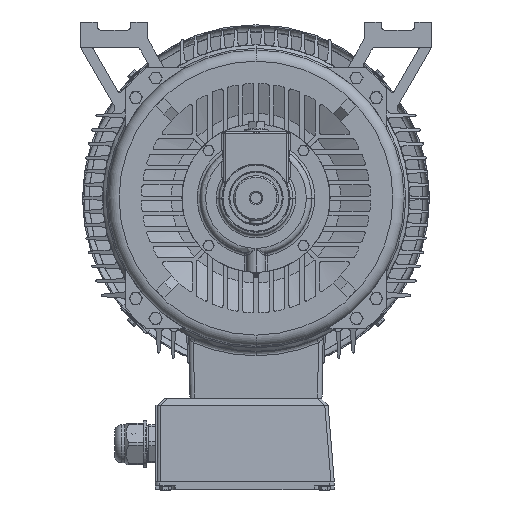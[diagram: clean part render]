
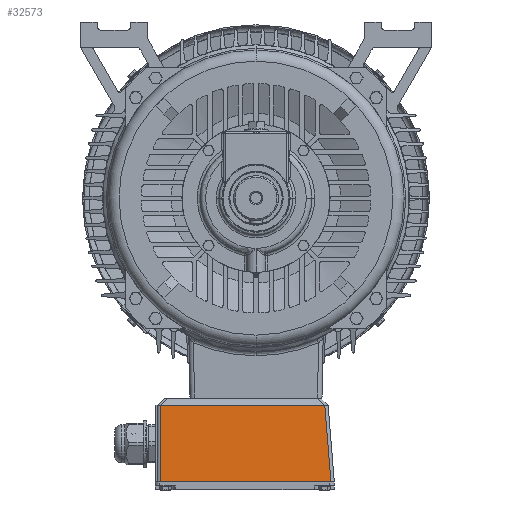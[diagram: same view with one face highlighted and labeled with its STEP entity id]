
A CAD part, left-side view. The second image highlights one B-rep face of the part: STEP entity #32573.
In plain terms, the highlighted planar face has unit normal (-0.999, 0, 0.051).
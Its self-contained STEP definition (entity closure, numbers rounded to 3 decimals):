
#161=(
BOUNDED_CURVE()
B_SPLINE_CURVE(3,(#147371,#147372,#147373,#147374),.UNSPECIFIED.,.F.,.F.)
B_SPLINE_CURVE_WITH_KNOTS((4,4),(0.,1.),.UNSPECIFIED.)
CURVE()
GEOMETRIC_REPRESENTATION_ITEM()
RATIONAL_B_SPLINE_CURVE((1.,1.,1.,1.))
REPRESENTATION_ITEM('')
);
#1525=FACE_OUTER_BOUND('',#41282,.T.);
#6767=PLANE('',#107365);
#12682=LINE('',#147325,#22703);
#12692=LINE('',#147369,#22713);
#12693=LINE('',#147376,#22714);
#12694=LINE('',#147378,#22715);
#12695=LINE('',#147380,#22716);
#22703=VECTOR('',#116986,1.);
#22713=VECTOR('',#117000,1.);
#22714=VECTOR('',#117001,1.);
#22715=VECTOR('',#117002,1.);
#22716=VECTOR('',#117003,1.);
#32573=ADVANCED_FACE('',(#1525),#6767,.T.);
#41282=EDGE_LOOP('',(#49662,#49663,#49664,#49665,#49666,#49667));
#49662=ORIENTED_EDGE('',*,*,#89415,.T.);
#49663=ORIENTED_EDGE('',*,*,#89416,.T.);
#49664=ORIENTED_EDGE('',*,*,#89417,.F.);
#49665=ORIENTED_EDGE('',*,*,#89418,.F.);
#49666=ORIENTED_EDGE('',*,*,#89419,.T.);
#49667=ORIENTED_EDGE('',*,*,#89400,.F.);
#79098=VERTEX_POINT('',#147326);
#79099=VERTEX_POINT('',#147327);
#79110=VERTEX_POINT('',#147370);
#79111=VERTEX_POINT('',#147375);
#79112=VERTEX_POINT('',#147377);
#79113=VERTEX_POINT('',#147379);
#89400=EDGE_CURVE('',#79098,#79099,#12682,.T.);
#89415=EDGE_CURVE('',#79098,#79110,#12692,.T.);
#89416=EDGE_CURVE('',#79110,#79111,#161,.T.);
#89417=EDGE_CURVE('',#79112,#79111,#12693,.T.);
#89418=EDGE_CURVE('',#79113,#79112,#12694,.T.);
#89419=EDGE_CURVE('',#79113,#79099,#12695,.T.);
#107365=AXIS2_PLACEMENT_3D('',#147381,#117004,#117005);
#116986=DIRECTION('',(0.,1.,0.));
#117000=DIRECTION('',(0.051,0.08,0.996));
#117001=DIRECTION('',(0.,-1.,0.));
#117002=DIRECTION('',(0.,-1.,0.));
#117003=DIRECTION('',(-0.051,0.,-0.999));
#117004=DIRECTION('',(-0.999,0.,0.051));
#117005=DIRECTION('',(0.051,0.,0.999));
#147325=CARTESIAN_POINT('',(-5.583,507.783,-835.283));
#147326=CARTESIAN_POINT('',(-5.583,193.777,-835.283));
#147327=CARTESIAN_POINT('',(-5.583,498.783,-835.283));
#147369=CARTESIAN_POINT('',(1.393,204.739,-698.76));
#147370=CARTESIAN_POINT('',(1.417,204.777,-698.283));
#147371=CARTESIAN_POINT('',(1.417,204.777,-698.283));
#147372=CARTESIAN_POINT('',(1.417,204.783,-698.283));
#147373=CARTESIAN_POINT('',(1.417,204.788,-698.283));
#147374=CARTESIAN_POINT('',(1.417,204.793,-698.283));
#147375=CARTESIAN_POINT('',(1.417,204.793,-698.283));
#147376=CARTESIAN_POINT('',(1.417,508.783,-698.283));
#147377=CARTESIAN_POINT('',(1.417,498.772,-698.283));
#147378=CARTESIAN_POINT('',(1.417,508.783,-698.283));
#147379=CARTESIAN_POINT('',(1.417,498.783,-698.283));
#147380=CARTESIAN_POINT('',(-5.583,498.783,-835.283));
#147381=CARTESIAN_POINT('',(-5.583,508.783,-835.283));
